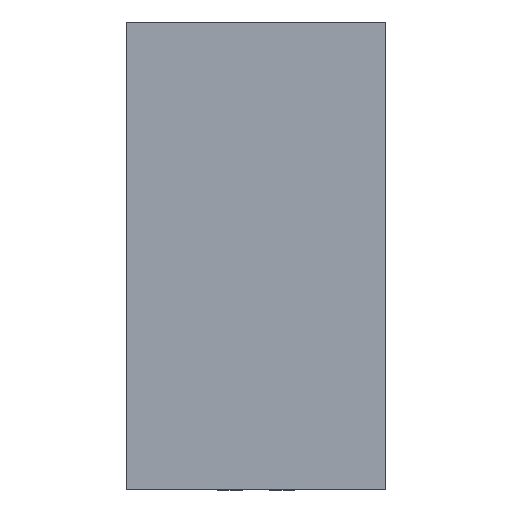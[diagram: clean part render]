
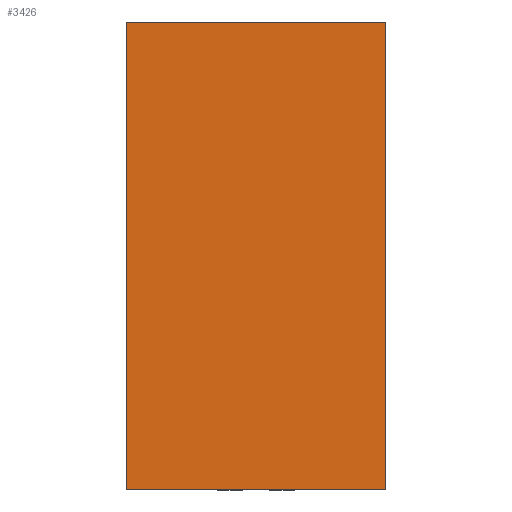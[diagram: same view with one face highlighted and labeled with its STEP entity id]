
A CAD part, top view. The second image highlights one B-rep face of the part: STEP entity #3426.
In plain terms, the highlighted face is planar.
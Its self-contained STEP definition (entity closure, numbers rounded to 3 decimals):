
#1441=DIRECTION('',(0.,0.,1.));
#1442=VECTOR('',#1441,4.5);
#1443=CARTESIAN_POINT('',(-1.25,0.975,-2.25));
#1444=LINE('',#1443,#1442);
#1448=DIRECTION('',(-1.,0.,0.));
#1449=VECTOR('',#1448,2.5);
#1450=CARTESIAN_POINT('',(1.25,0.975,-2.25));
#1451=LINE('',#1450,#1449);
#1455=DIRECTION('',(0.,0.,-1.));
#1456=VECTOR('',#1455,4.5);
#1457=CARTESIAN_POINT('',(1.25,0.975,2.25));
#1458=LINE('',#1457,#1456);
#1462=DIRECTION('',(1.,0.,0.));
#1463=VECTOR('',#1462,2.5);
#1464=CARTESIAN_POINT('',(-1.25,0.975,2.25));
#1465=LINE('',#1464,#1463);
#2023=CARTESIAN_POINT('',(-1.25,0.975,-2.25));
#2024=CARTESIAN_POINT('',(-1.25,0.975,2.25));
#2025=VERTEX_POINT('',#2023);
#2026=VERTEX_POINT('',#2024);
#2027=CARTESIAN_POINT('',(1.25,0.975,2.25));
#2028=VERTEX_POINT('',#2027);
#2029=CARTESIAN_POINT('',(1.25,0.975,-2.25));
#2030=VERTEX_POINT('',#2029);
#3415=CARTESIAN_POINT('',(0.,0.975,0.));
#3416=DIRECTION('',(0.,1.,0.));
#3417=DIRECTION('',(1.,0.,0.));
#3418=AXIS2_PLACEMENT_3D('',#3415,#3416,#3417);
#3419=PLANE('',#3418);
#3420=ORIENTED_EDGE('',*,*,#2644,.F.);
#3421=ORIENTED_EDGE('',*,*,#3097,.F.);
#3422=ORIENTED_EDGE('',*,*,#3226,.F.);
#3423=ORIENTED_EDGE('',*,*,#3346,.F.);
#3424=EDGE_LOOP('',(#3420,#3421,#3422,#3423));
#3425=FACE_OUTER_BOUND('',#3424,.F.);
#3426=ADVANCED_FACE('',(#3425),#3419,.T.);
#2644=EDGE_CURVE('',#2025,#2026,#1444,.T.);
#3097=EDGE_CURVE('',#2030,#2025,#1451,.T.);
#3226=EDGE_CURVE('',#2028,#2030,#1458,.T.);
#3346=EDGE_CURVE('',#2026,#2028,#1465,.T.);
